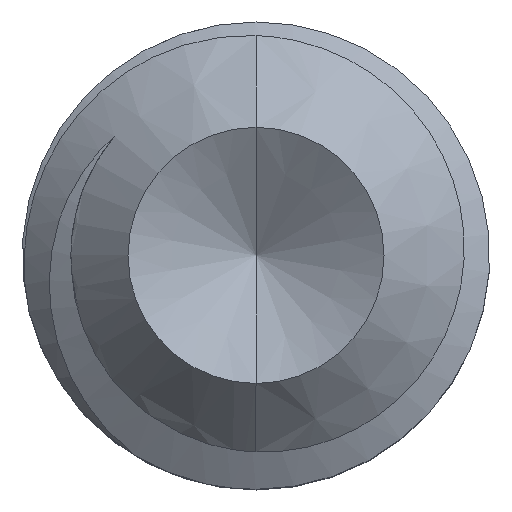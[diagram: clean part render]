
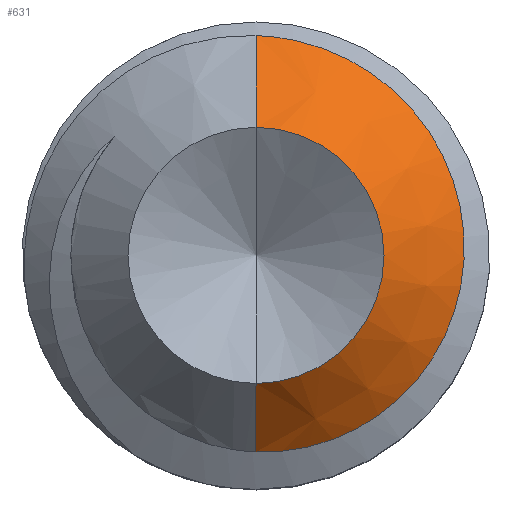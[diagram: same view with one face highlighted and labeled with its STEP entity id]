
A CAD part, top view. The second image highlights one B-rep face of the part: STEP entity #631.
In plain terms, the highlighted conical face has half-angle 45 degrees and reference radius 1.37 mm.
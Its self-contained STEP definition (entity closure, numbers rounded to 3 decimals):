
#68 = VERTEX_POINT ( 'NONE', #398 ) ;
#167 = CARTESIAN_POINT ( 'NONE',  ( 0., -2.101, 2.681 ) ) ;
#195 = CARTESIAN_POINT ( 'NONE',  ( 1.824, 1.4, 2.501 ) ) ;
#268 = AXIS2_PLACEMENT_3D ( 'NONE', #421, #2361, #491 ) ;
#398 = CARTESIAN_POINT ( 'NONE',  ( 0., 2.354, 2.427 ) ) ;
#414 = CARTESIAN_POINT ( 'NONE',  ( 2.238, 0.292, 2.544 ) ) ;
#421 = CARTESIAN_POINT ( 'NONE',  ( 0., 0., 3.412 ) ) ;
#424 = CARTESIAN_POINT ( 'NONE',  ( 0., -2.101, 2.681 ) ) ;
#491 = DIRECTION ( 'NONE',  ( 0., -1., 0. ) ) ;
#620 = VECTOR ( 'NONE', #1678, 1000. ) ;
#626 = EDGE_LOOP ( 'NONE', ( #2249, #2696, #2744, #1183 ) ) ;
#631 = ADVANCED_FACE ( 'NONE', ( #2348 ), #1118, .T. ) ;
#755 = EDGE_CURVE ( 'NONE', #1931, #68, #1920, .T. ) ;
#796 = CARTESIAN_POINT ( 'NONE',  ( 2.217, -0.292, 2.565 ) ) ;
#1028 = CIRCLE ( 'NONE', #2588, 1.37 ) ;
#1035 = CARTESIAN_POINT ( 'NONE',  ( 1.415, 1.839, 2.48 ) ) ;
#1068 = VERTEX_POINT ( 'NONE', #167 ) ;
#1118 = CONICAL_SURFACE ( 'NONE', #268, 1.37, 0.785 ) ;
#1133 = DIRECTION ( 'NONE',  ( 0., -1., 0. ) ) ;
#1183 = ORIENTED_EDGE ( 'NONE', *, *, #755, .F. ) ;
#1272 = CARTESIAN_POINT ( 'NONE',  ( 1.984, 1.142, 2.512 ) ) ;
#1282 = CARTESIAN_POINT ( 'NONE',  ( 1.738, -1.337, 2.607 ) ) ;
#1311 = B_SPLINE_CURVE_WITH_KNOTS ( 'NONE', 3,
 ( #424, #2516, #1459, #1489, #1446, #1282, #2752, #1715, #796, #414, #2116, #1272, #195, #1035, #2101, #2717, #1666, #2310 ),
 .UNSPECIFIED., .F., .F.,
 ( 4, 2, 2, 2, 2, 2, 2, 2, 4 ),
 ( 0., 0.125, 0.25, 0.375, 0.5, 0.625, 0.75, 0.875, 1. ),
 .UNSPECIFIED. ) ;
#1339 = VECTOR ( 'NONE', #1440, 1000. ) ;
#1440 = DIRECTION ( 'NONE',  ( 0., 0.707, -0.707 ) ) ;
#1446 = CARTESIAN_POINT ( 'NONE',  ( 1.322, -1.723, 2.628 ) ) ;
#1447 = LINE ( 'NONE', #1626, #620 ) ;
#1459 = CARTESIAN_POINT ( 'NONE',  ( 0.554, -2.067, 2.66 ) ) ;
#1474 = CARTESIAN_POINT ( 'NONE',  ( 0., -1.37, 3.412 ) ) ;
#1489 = CARTESIAN_POINT ( 'NONE',  ( 1.078, -1.873, 2.639 ) ) ;
#1626 = CARTESIAN_POINT ( 'NONE',  ( 0., -1.37, 3.412 ) ) ;
#1630 = EDGE_CURVE ( 'NONE', #2571, #1068, #1447, .T. ) ;
#1666 = CARTESIAN_POINT ( 'NONE',  ( 0.308, 2.344, 2.438 ) ) ;
#1672 = CARTESIAN_POINT ( 'NONE',  ( 0., 1.37, 3.412 ) ) ;
#1678 = DIRECTION ( 'NONE',  ( 0., -0.707, -0.707 ) ) ;
#1715 = CARTESIAN_POINT ( 'NONE',  ( 2.148, -0.579, 2.575 ) ) ;
#1744 = CARTESIAN_POINT ( 'NONE',  ( 0., 0., 3.412 ) ) ;
#1787 = DIRECTION ( 'NONE',  ( 0., 0., 1. ) ) ;
#1920 = LINE ( 'NONE', #1672, #1339 ) ;
#1931 = VERTEX_POINT ( 'NONE', #2174 ) ;
#2101 = CARTESIAN_POINT ( 'NONE',  ( 1.166, 2.02, 2.47 ) ) ;
#2116 = CARTESIAN_POINT ( 'NONE',  ( 2.19, 0.587, 2.533 ) ) ;
#2162 = EDGE_CURVE ( 'NONE', #2571, #1931, #1028, .T. ) ;
#2174 = CARTESIAN_POINT ( 'NONE',  ( 0., 1.37, 3.412 ) ) ;
#2249 = ORIENTED_EDGE ( 'NONE', *, *, #2162, .F. ) ;
#2310 = CARTESIAN_POINT ( 'NONE',  ( 0., 2.354, 2.427 ) ) ;
#2348 = FACE_OUTER_BOUND ( 'NONE', #626, .T. ) ;
#2361 = DIRECTION ( 'NONE',  ( 0., 0., -1. ) ) ;
#2516 = CARTESIAN_POINT ( 'NONE',  ( 0.275, -2.111, 2.67 ) ) ;
#2535 = EDGE_CURVE ( 'NONE', #1068, #68, #1311, .T. ) ;
#2571 = VERTEX_POINT ( 'NONE', #1474 ) ;
#2588 = AXIS2_PLACEMENT_3D ( 'NONE', #1744, #1787, #1133 ) ;
#2696 = ORIENTED_EDGE ( 'NONE', *, *, #1630, .T. ) ;
#2717 = CARTESIAN_POINT ( 'NONE',  ( 0.612, 2.272, 2.448 ) ) ;
#2744 = ORIENTED_EDGE ( 'NONE', *, *, #2535, .T. ) ;
#2752 = CARTESIAN_POINT ( 'NONE',  ( 1.909, -1.102, 2.596 ) ) ;
